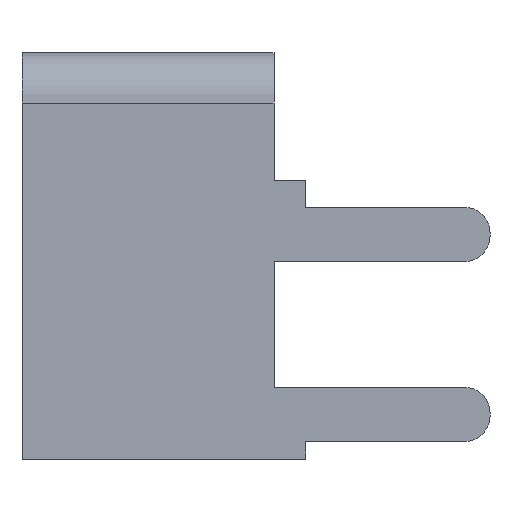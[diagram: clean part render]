
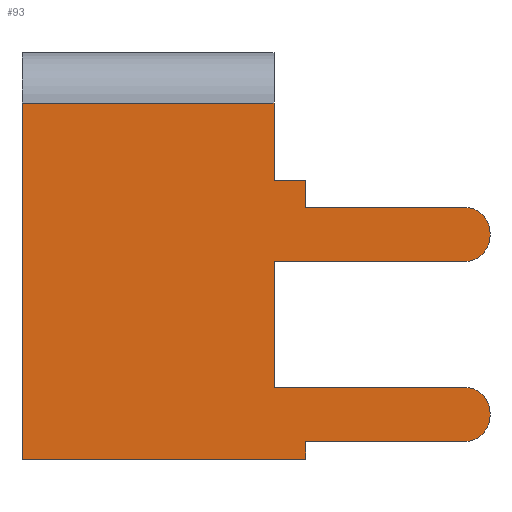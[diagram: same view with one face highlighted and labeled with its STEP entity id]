
A CAD part, left-side view. The second image highlights one B-rep face of the part: STEP entity #93.
In plain terms, the highlighted planar face has unit normal (-1, 0, 0).
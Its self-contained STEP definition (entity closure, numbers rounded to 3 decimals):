
#1 = CARTESIAN_POINT ( 'NONE',  ( 0., 0., -4.4 ) ) ;
#30 = CARTESIAN_POINT ( 'NONE',  ( 0., 13., -4.858 ) ) ;
#36 = VERTEX_POINT ( 'NONE', #370 ) ;
#38 = EDGE_CURVE ( 'NONE', #2265, #1005, #1302, .T. ) ;
#50 = CIRCLE ( 'NONE', #670, 0.7 ) ;
#83 = LINE ( 'NONE', #1143, #1036 ) ;
#93 = ADVANCED_FACE ( 'NONE', ( #248 ), #1548, .T. ) ;
#125 = CARTESIAN_POINT ( 'NONE',  ( 0., 6., -2.85 ) ) ;
#135 = EDGE_CURVE ( 'NONE', #348, #2380, #2096, .T. ) ;
#159 = DIRECTION ( 'NONE',  ( -1., 0., 0. ) ) ;
#165 = CIRCLE ( 'NONE', #2281, 0.7 ) ;
#169 = EDGE_CURVE ( 'NONE', #425, #36, #798, .T. ) ;
#178 = VECTOR ( 'NONE', #2021, 1000. ) ;
#181 = LINE ( 'NONE', #2437, #625 ) ;
#194 = LINE ( 'NONE', #1105, #896 ) ;
#239 = VECTOR ( 'NONE', #1320, 1000. ) ;
#246 = CARTESIAN_POINT ( 'NONE',  ( 0., 0.7, -5.1 ) ) ;
#248 = FACE_OUTER_BOUND ( 'NONE', #1654, .T. ) ;
#259 = DIRECTION ( 'NONE',  ( 0., 0., 1. ) ) ;
#272 = CARTESIAN_POINT ( 'NONE',  ( 0., 6.5, -10.6 ) ) ;
#283 = ORIENTED_EDGE ( 'NONE', *, *, #1435, .T. ) ;
#289 = CARTESIAN_POINT ( 'NONE',  ( 0., 6.5, -5.1 ) ) ;
#297 = VERTEX_POINT ( 'NONE', #547 ) ;
#329 = CARTESIAN_POINT ( 'NONE',  ( 0., 5.12, -2.85 ) ) ;
#348 = VERTEX_POINT ( 'NONE', #1 ) ;
#370 = CARTESIAN_POINT ( 'NONE',  ( 0., 5.12, -10.6 ) ) ;
#414 = VECTOR ( 'NONE', #2327, 1000. ) ;
#425 = VERTEX_POINT ( 'NONE', #1362 ) ;
#436 = ORIENTED_EDGE ( 'NONE', *, *, #1225, .T. ) ;
#463 = CARTESIAN_POINT ( 'NONE',  ( 0., 0., -9.3 ) ) ;
#464 = VERTEX_POINT ( 'NONE', #246 ) ;
#474 = DIRECTION ( 'NONE',  ( 0., 0., 1. ) ) ;
#483 = AXIS2_PLACEMENT_3D ( 'NONE', #2127, #1180, #602 ) ;
#504 = CARTESIAN_POINT ( 'NONE',  ( 0., 0., -9.4 ) ) ;
#507 = CARTESIAN_POINT ( 'NONE',  ( 0., 6.5, -2.85 ) ) ;
#508 = VECTOR ( 'NONE', #2195, 1000. ) ;
#510 = ORIENTED_EDGE ( 'NONE', *, *, #1466, .T. ) ;
#519 = EDGE_CURVE ( 'NONE', #2028, #2078, #2362, .T. ) ;
#527 = LINE ( 'NONE', #1723, #2421 ) ;
#541 = CARTESIAN_POINT ( 'NONE',  ( 0., 6., -4.858 ) ) ;
#547 = CARTESIAN_POINT ( 'NONE',  ( 0., 0.7, -10.1 ) ) ;
#567 = VECTOR ( 'NONE', #657, 1000. ) ;
#575 = EDGE_CURVE ( 'NONE', #2371, #464, #2156, .T. ) ;
#586 = VERTEX_POINT ( 'NONE', #1106 ) ;
#588 = ORIENTED_EDGE ( 'NONE', *, *, #900, .T. ) ;
#602 = DIRECTION ( 'NONE',  ( 0., 0., -1. ) ) ;
#624 = VERTEX_POINT ( 'NONE', #1857 ) ;
#625 = VECTOR ( 'NONE', #926, 1000. ) ;
#640 = VECTOR ( 'NONE', #2425, 1000. ) ;
#641 = CARTESIAN_POINT ( 'NONE',  ( 0., 6., -5.1 ) ) ;
#647 = EDGE_CURVE ( 'NONE', #464, #348, #50, .T. ) ;
#657 = DIRECTION ( 'NONE',  ( 0., -1., 0. ) ) ;
#670 = AXIS2_PLACEMENT_3D ( 'NONE', #2442, #2247, #754 ) ;
#672 = VERTEX_POINT ( 'NONE', #1116 ) ;
#711 = VERTEX_POINT ( 'NONE', #2225 ) ;
#712 = CARTESIAN_POINT ( 'NONE',  ( 0., 13., -0.7 ) ) ;
#741 = CARTESIAN_POINT ( 'NONE',  ( 0., 5.12, -4.858 ) ) ;
#754 = DIRECTION ( 'NONE',  ( 0., 0., -1. ) ) ;
#781 = CARTESIAN_POINT ( 'NONE',  ( 0., 6., -8.6 ) ) ;
#797 = LINE ( 'NONE', #1656, #640 ) ;
#798 = LINE ( 'NONE', #272, #567 ) ;
#804 = VECTOR ( 'NONE', #1844, 1000. ) ;
#816 = CARTESIAN_POINT ( 'NONE',  ( 0., 6.5, -4.858 ) ) ;
#819 = ORIENTED_EDGE ( 'NONE', *, *, #857, .F. ) ;
#829 = ORIENTED_EDGE ( 'NONE', *, *, #1327, .T. ) ;
#851 = ORIENTED_EDGE ( 'NONE', *, *, #2314, .T. ) ;
#857 = EDGE_CURVE ( 'NONE', #1319, #672, #181, .T. ) ;
#890 = LINE ( 'NONE', #1416, #804 ) ;
#896 = VECTOR ( 'NONE', #1893, 1000. ) ;
#900 = EDGE_CURVE ( 'NONE', #586, #2028, #1444, .T. ) ;
#903 = CARTESIAN_POINT ( 'NONE',  ( 0., 0.7, -4.3 ) ) ;
#926 = DIRECTION ( 'NONE',  ( 0., -1., 0. ) ) ;
#956 = EDGE_CURVE ( 'NONE', #2100, #2371, #2415, .T. ) ;
#967 = EDGE_CURVE ( 'NONE', #1319, #425, #2115, .T. ) ;
#978 = CIRCLE ( 'NONE', #2411, 0.7 ) ;
#1005 = VERTEX_POINT ( 'NONE', #463 ) ;
#1036 = VECTOR ( 'NONE', #1367, 1000. ) ;
#1105 = CARTESIAN_POINT ( 'NONE',  ( 0., 6.5, -8.6 ) ) ;
#1106 = CARTESIAN_POINT ( 'NONE',  ( 0., 5.12, -3.6 ) ) ;
#1116 = CARTESIAN_POINT ( 'NONE',  ( 0., 6., -0.7 ) ) ;
#1139 = DIRECTION ( 'NONE',  ( 0., 0., 1. ) ) ;
#1143 = CARTESIAN_POINT ( 'NONE',  ( 0., 5.12, -4.858 ) ) ;
#1167 = ORIENTED_EDGE ( 'NONE', *, *, #647, .T. ) ;
#1176 = ORIENTED_EDGE ( 'NONE', *, *, #967, .T. ) ;
#1177 = EDGE_CURVE ( 'NONE', #1005, #1537, #978, .T. ) ;
#1180 = DIRECTION ( 'NONE',  ( -1., 0., 0. ) ) ;
#1225 = EDGE_CURVE ( 'NONE', #2380, #624, #165, .T. ) ;
#1257 = CARTESIAN_POINT ( 'NONE',  ( 0., 0.7, -9.3 ) ) ;
#1283 = DIRECTION ( 'NONE',  ( 0., 0., 1. ) ) ;
#1286 = CARTESIAN_POINT ( 'NONE',  ( 0., 0.7, -8.6 ) ) ;
#1302 = LINE ( 'NONE', #2262, #1900 ) ;
#1319 = VERTEX_POINT ( 'NONE', #712 ) ;
#1320 = DIRECTION ( 'NONE',  ( 0., 0., -1. ) ) ;
#1327 = EDGE_CURVE ( 'NONE', #711, #297, #890, .T. ) ;
#1362 = CARTESIAN_POINT ( 'NONE',  ( 0., 13., -10.6 ) ) ;
#1367 = DIRECTION ( 'NONE',  ( 0., 0., 1. ) ) ;
#1390 = ORIENTED_EDGE ( 'NONE', *, *, #1621, .T. ) ;
#1416 = CARTESIAN_POINT ( 'NONE',  ( 0., 6.5, -10.1 ) ) ;
#1435 = EDGE_CURVE ( 'NONE', #2078, #672, #527, .T. ) ;
#1438 = ORIENTED_EDGE ( 'NONE', *, *, #575, .T. ) ;
#1444 = LINE ( 'NONE', #741, #508 ) ;
#1451 = ORIENTED_EDGE ( 'NONE', *, *, #135, .T. ) ;
#1466 = EDGE_CURVE ( 'NONE', #624, #586, #797, .T. ) ;
#1510 = DIRECTION ( 'NONE',  ( 0., 0., 1. ) ) ;
#1537 = VERTEX_POINT ( 'NONE', #1286 ) ;
#1538 = CIRCLE ( 'NONE', #483, 0.7 ) ;
#1540 = ORIENTED_EDGE ( 'NONE', *, *, #956, .T. ) ;
#1548 = PLANE ( 'NONE',  #2427 ) ;
#1596 = DIRECTION ( 'NONE',  ( 0., 1., 0. ) ) ;
#1621 = EDGE_CURVE ( 'NONE', #297, #2265, #1538, .T. ) ;
#1654 = EDGE_LOOP ( 'NONE', ( #1923, #829, #1390, #1828, #1853, #851, #1540, #1438, #1167, #1451, #436, #510, #588, #2114, #283, #819, #1176, #1978 ) ) ;
#1656 = CARTESIAN_POINT ( 'NONE',  ( 0., 6.5, -3.6 ) ) ;
#1723 = CARTESIAN_POINT ( 'NONE',  ( 0., 6., -5.1 ) ) ;
#1750 = CARTESIAN_POINT ( 'NONE',  ( 0., 0., -4.858 ) ) ;
#1804 = VECTOR ( 'NONE', #1283, 1000. ) ;
#1828 = ORIENTED_EDGE ( 'NONE', *, *, #38, .T. ) ;
#1844 = DIRECTION ( 'NONE',  ( 0., -1., 0. ) ) ;
#1853 = ORIENTED_EDGE ( 'NONE', *, *, #1177, .T. ) ;
#1857 = CARTESIAN_POINT ( 'NONE',  ( 0., 0.7, -3.6 ) ) ;
#1893 = DIRECTION ( 'NONE',  ( 0., 1., 0. ) ) ;
#1900 = VECTOR ( 'NONE', #1510, 1000. ) ;
#1923 = ORIENTED_EDGE ( 'NONE', *, *, #1947, .T. ) ;
#1947 = EDGE_CURVE ( 'NONE', #36, #711, #83, .T. ) ;
#1978 = ORIENTED_EDGE ( 'NONE', *, *, #169, .T. ) ;
#2003 = VECTOR ( 'NONE', #1596, 1000. ) ;
#2021 = DIRECTION ( 'NONE',  ( 0., -1., 0. ) ) ;
#2028 = VERTEX_POINT ( 'NONE', #329 ) ;
#2078 = VERTEX_POINT ( 'NONE', #125 ) ;
#2096 = LINE ( 'NONE', #1750, #414 ) ;
#2100 = VERTEX_POINT ( 'NONE', #781 ) ;
#2111 = DIRECTION ( 'NONE',  ( -1., 0., 0. ) ) ;
#2114 = ORIENTED_EDGE ( 'NONE', *, *, #519, .T. ) ;
#2115 = LINE ( 'NONE', #30, #239 ) ;
#2127 = CARTESIAN_POINT ( 'NONE',  ( 0., 0.7, -9.4 ) ) ;
#2156 = LINE ( 'NONE', #289, #178 ) ;
#2193 = DIRECTION ( 'NONE',  ( 0., 0., 1. ) ) ;
#2195 = DIRECTION ( 'NONE',  ( 0., 0., 1. ) ) ;
#2225 = CARTESIAN_POINT ( 'NONE',  ( 0., 5.12, -10.1 ) ) ;
#2247 = DIRECTION ( 'NONE',  ( -1., 0., 0. ) ) ;
#2262 = CARTESIAN_POINT ( 'NONE',  ( 0., 0., -4.858 ) ) ;
#2265 = VERTEX_POINT ( 'NONE', #504 ) ;
#2281 = AXIS2_PLACEMENT_3D ( 'NONE', #903, #159, #2193 ) ;
#2314 = EDGE_CURVE ( 'NONE', #1537, #2100, #194, .T. ) ;
#2323 = CARTESIAN_POINT ( 'NONE',  ( 0., 0., -4.3 ) ) ;
#2327 = DIRECTION ( 'NONE',  ( 0., 0., 1. ) ) ;
#2353 = DIRECTION ( 'NONE',  ( -1., 0., 0. ) ) ;
#2362 = LINE ( 'NONE', #507, #2003 ) ;
#2371 = VERTEX_POINT ( 'NONE', #641 ) ;
#2380 = VERTEX_POINT ( 'NONE', #2323 ) ;
#2411 = AXIS2_PLACEMENT_3D ( 'NONE', #1257, #2353, #474 ) ;
#2415 = LINE ( 'NONE', #541, #1804 ) ;
#2421 = VECTOR ( 'NONE', #1139, 1000. ) ;
#2425 = DIRECTION ( 'NONE',  ( 0., 1., 0. ) ) ;
#2427 = AXIS2_PLACEMENT_3D ( 'NONE', #816, #2111, #259 ) ;
#2437 = CARTESIAN_POINT ( 'NONE',  ( 0., 0., -0.7 ) ) ;
#2442 = CARTESIAN_POINT ( 'NONE',  ( 0., 0.7, -4.4 ) ) ;
